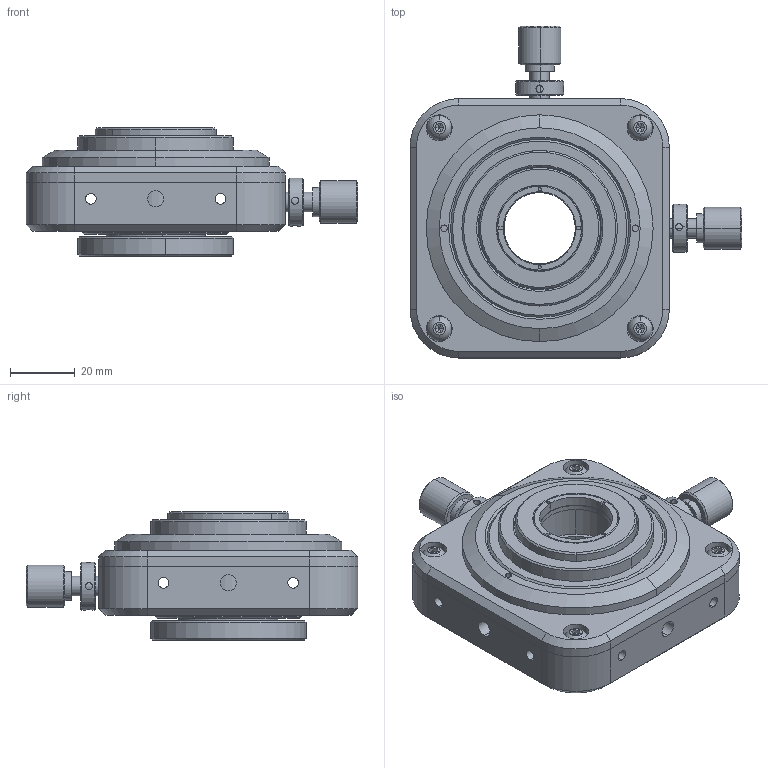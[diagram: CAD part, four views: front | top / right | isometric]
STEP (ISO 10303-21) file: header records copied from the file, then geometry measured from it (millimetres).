
FILE_DESCRIPTION (( 'STEP AP203' ), '1' );
FILE_NAME ('NLXYZ25.4-0.STEP', '2019-07-04T06:32:40', ( 'User' ), ( 'User' ), 'SwSTEP 2.0', 'SolidWorks 2016', '' );
FILE_SCHEMA (( 'CONFIG_CONTROL_DESIGN' ));
Length unit declared in the file: millimetre
Products named in the file (1): NLXYZ25.4-0
Bounding box: 102.41 x 102.41 x 39.5 mm (x, y, z)
Surface area: 32882 mm2 (no closed solid volume)
Topology: 0 solids, 23 shells, 318 faces, 1059 edges, 776 vertices
Faces by surface type: plane 135, cylinder 110, cone 65, sphere 8
Entity records: 11975 total; most frequent: CARTESIAN_POINT 2586, DIRECTION 1993, ORIENTED_EDGE 1649, EDGE_CURVE 1059, VERTEX_POINT 776, LINE 691, VECTOR 691, AXIS2_PLACEMENT_3D 651
